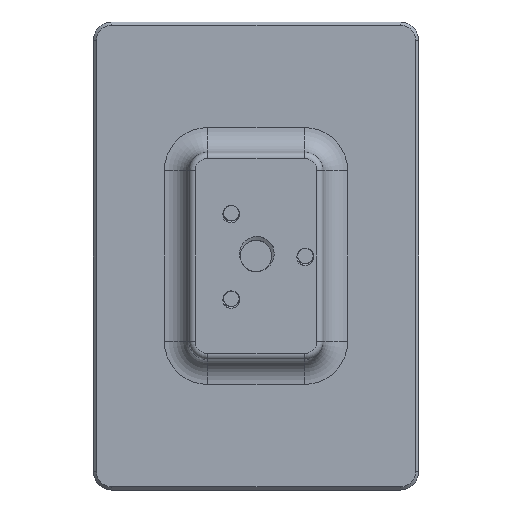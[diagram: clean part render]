
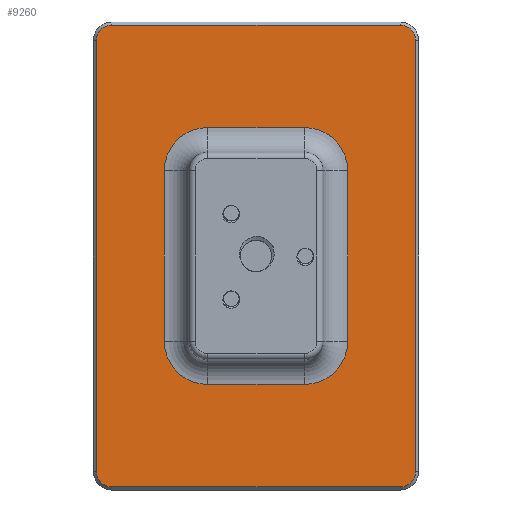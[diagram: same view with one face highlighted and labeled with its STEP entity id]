
A CAD part, front view. The second image highlights one B-rep face of the part: STEP entity #9260.
In plain terms, the highlighted planar face has unit normal (0, -1, 0).
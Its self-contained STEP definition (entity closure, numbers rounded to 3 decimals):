
#7796 = VERTEX_POINT('',#7797);
#7797 = CARTESIAN_POINT('',(31.768,-11.352,
    56.438));
#7804 = EDGE_CURVE('',#7805,#7796,#7807,.T.);
#7805 = VERTEX_POINT('',#7806);
#7806 = CARTESIAN_POINT('',(38.768,-11.352,
    49.438));
#7807 = CIRCLE('',#7808,7.);
#7808 = AXIS2_PLACEMENT_3D('',#7809,#7810,#7811);
#7809 = CARTESIAN_POINT('',(31.768,-11.352,
    49.438));
#7810 = DIRECTION('',(0.,-1.,0.));
#7811 = DIRECTION('',(0.707,0.,0.707)
  );
#7830 = VERTEX_POINT('',#7831);
#7831 = CARTESIAN_POINT('',(16.068,-11.352,
    56.438));
#7838 = EDGE_CURVE('',#7796,#7830,#7839,.T.);
#7839 = LINE('',#7840,#7841);
#7840 = CARTESIAN_POINT('',(19.993,-11.352,
    56.438));
#7841 = VECTOR('',#7842,1.);
#7842 = DIRECTION('',(-1.,0.,0.));
#7855 = VERTEX_POINT('',#7856);
#7856 = CARTESIAN_POINT('',(9.068,-11.352,
    49.438));
#7863 = EDGE_CURVE('',#7830,#7855,#7864,.T.);
#7864 = CIRCLE('',#7865,7.);
#7865 = AXIS2_PLACEMENT_3D('',#7866,#7867,#7868);
#7866 = CARTESIAN_POINT('',(16.068,-11.352,
    49.438));
#7867 = DIRECTION('',(0.,-1.,0.));
#7868 = DIRECTION('',(-0.707,0.,0.707)
  );
#7881 = VERTEX_POINT('',#7882);
#7882 = CARTESIAN_POINT('',(9.068,-11.352,
    21.838));
#7889 = EDGE_CURVE('',#7855,#7881,#7890,.T.);
#7890 = LINE('',#7891,#7892);
#7891 = CARTESIAN_POINT('',(9.068,-11.352,
    38.563));
#7892 = VECTOR('',#7893,1.);
#7893 = DIRECTION('',(0.,0.,-1.));
#7906 = VERTEX_POINT('',#7907);
#7907 = CARTESIAN_POINT('',(16.068,-11.352,
    14.838));
#7914 = EDGE_CURVE('',#7881,#7906,#7915,.T.);
#7915 = CIRCLE('',#7916,7.);
#7916 = AXIS2_PLACEMENT_3D('',#7917,#7918,#7919);
#7917 = CARTESIAN_POINT('',(16.068,-11.352,
    21.838));
#7918 = DIRECTION('',(0.,-1.,0.));
#7919 = DIRECTION('',(-0.707,0.,-0.707
    ));
#7932 = VERTEX_POINT('',#7933);
#7933 = CARTESIAN_POINT('',(31.768,-11.352,
    14.838));
#7940 = EDGE_CURVE('',#7906,#7932,#7941,.T.);
#7941 = LINE('',#7942,#7943);
#7942 = CARTESIAN_POINT('',(27.843,-11.352,
    14.838));
#7943 = VECTOR('',#7944,1.);
#7944 = DIRECTION('',(1.,0.,0.));
#7957 = VERTEX_POINT('',#7958);
#7958 = CARTESIAN_POINT('',(38.768,-11.352,
    21.838));
#7965 = EDGE_CURVE('',#7932,#7957,#7966,.T.);
#7966 = CIRCLE('',#7967,7.);
#7967 = AXIS2_PLACEMENT_3D('',#7968,#7969,#7970);
#7968 = CARTESIAN_POINT('',(31.768,-11.352,
    21.838));
#7969 = DIRECTION('',(0.,-1.,0.));
#7970 = DIRECTION('',(0.707,0.,-0.707
    ));
#7981 = EDGE_CURVE('',#7957,#7805,#7982,.T.);
#7982 = LINE('',#7983,#7984);
#7983 = CARTESIAN_POINT('',(38.768,-11.352,
    32.713));
#7984 = VECTOR('',#7985,1.);
#7985 = DIRECTION('',(0.,0.,1.));
#9260 = ADVANCED_FACE('',(#9261,#9331),#9341,.T.);
#9261 = FACE_BOUND('',#9262,.T.);
#9262 = EDGE_LOOP('',(#9263,#9273,#9282,#9290,#9299,#9307,#9316,#9324));
#9263 = ORIENTED_EDGE('',*,*,#9264,.F.);
#9264 = EDGE_CURVE('',#9265,#9267,#9269,.T.);
#9265 = VERTEX_POINT('',#9266);
#9266 = CARTESIAN_POINT('',(-1.932,-11.352,
    0.738));
#9267 = VERTEX_POINT('',#9268);
#9268 = CARTESIAN_POINT('',(-1.932,-11.352,
    70.538));
#9269 = LINE('',#9270,#9271);
#9270 = CARTESIAN_POINT('',(-1.932,-11.352,
    16.688));
#9271 = VECTOR('',#9272,1.);
#9272 = DIRECTION('',(0.,0.,1.));
#9273 = ORIENTED_EDGE('',*,*,#9274,.F.);
#9274 = EDGE_CURVE('',#9275,#9265,#9277,.T.);
#9275 = VERTEX_POINT('',#9276);
#9276 = CARTESIAN_POINT('',(0.568,-11.352,
    -1.762));
#9277 = CIRCLE('',#9278,2.5);
#9278 = AXIS2_PLACEMENT_3D('',#9279,#9280,#9281);
#9279 = CARTESIAN_POINT('',(0.568,-11.352,
    0.738));
#9280 = DIRECTION('',(0.,1.,0.));
#9281 = DIRECTION('',(-0.707,0.,-0.707
    ));
#9282 = ORIENTED_EDGE('',*,*,#9283,.F.);
#9283 = EDGE_CURVE('',#9284,#9275,#9286,.T.);
#9284 = VERTEX_POINT('',#9285);
#9285 = CARTESIAN_POINT('',(47.268,-11.352,
    -1.762));
#9286 = LINE('',#9287,#9288);
#9287 = CARTESIAN_POINT('',(37.093,-11.352,
    -1.762));
#9288 = VECTOR('',#9289,1.);
#9289 = DIRECTION('',(-1.,0.,0.));
#9290 = ORIENTED_EDGE('',*,*,#9291,.F.);
#9291 = EDGE_CURVE('',#9292,#9284,#9294,.T.);
#9292 = VERTEX_POINT('',#9293);
#9293 = CARTESIAN_POINT('',(49.768,-11.352,
    0.738));
#9294 = CIRCLE('',#9295,2.5);
#9295 = AXIS2_PLACEMENT_3D('',#9296,#9297,#9298);
#9296 = CARTESIAN_POINT('',(47.268,-11.352,
    0.738));
#9297 = DIRECTION('',(0.,1.,0.));
#9298 = DIRECTION('',(0.707,0.,-0.707
    ));
#9299 = ORIENTED_EDGE('',*,*,#9300,.F.);
#9300 = EDGE_CURVE('',#9301,#9292,#9303,.T.);
#9301 = VERTEX_POINT('',#9302);
#9302 = CARTESIAN_POINT('',(49.768,-11.352,
    70.538));
#9303 = LINE('',#9304,#9305);
#9304 = CARTESIAN_POINT('',(49.768,-11.352,
    54.588));
#9305 = VECTOR('',#9306,1.);
#9306 = DIRECTION('',(0.,0.,-1.));
#9307 = ORIENTED_EDGE('',*,*,#9308,.F.);
#9308 = EDGE_CURVE('',#9309,#9301,#9311,.T.);
#9309 = VERTEX_POINT('',#9310);
#9310 = CARTESIAN_POINT('',(47.268,-11.352,
    73.038));
#9311 = CIRCLE('',#9312,2.5);
#9312 = AXIS2_PLACEMENT_3D('',#9313,#9314,#9315);
#9313 = CARTESIAN_POINT('',(47.268,-11.352,
    70.538));
#9314 = DIRECTION('',(0.,1.,0.));
#9315 = DIRECTION('',(0.707,0.,0.707)
  );
#9316 = ORIENTED_EDGE('',*,*,#9317,.F.);
#9317 = EDGE_CURVE('',#9318,#9309,#9320,.T.);
#9318 = VERTEX_POINT('',#9319);
#9319 = CARTESIAN_POINT('',(0.568,-11.352,
    73.038));
#9320 = LINE('',#9321,#9322);
#9321 = CARTESIAN_POINT('',(10.743,-11.352,
    73.038));
#9322 = VECTOR('',#9323,1.);
#9323 = DIRECTION('',(1.,0.,0.));
#9324 = ORIENTED_EDGE('',*,*,#9325,.F.);
#9325 = EDGE_CURVE('',#9267,#9318,#9326,.T.);
#9326 = CIRCLE('',#9327,2.5);
#9327 = AXIS2_PLACEMENT_3D('',#9328,#9329,#9330);
#9328 = CARTESIAN_POINT('',(0.568,-11.352,
    70.538));
#9329 = DIRECTION('',(0.,1.,0.));
#9330 = DIRECTION('',(-0.707,0.,0.707)
  );
#9331 = FACE_BOUND('',#9332,.T.);
#9332 = EDGE_LOOP('',(#9333,#9334,#9335,#9336,#9337,#9338,#9339,#9340));
#9333 = ORIENTED_EDGE('',*,*,#7981,.F.);
#9334 = ORIENTED_EDGE('',*,*,#7965,.F.);
#9335 = ORIENTED_EDGE('',*,*,#7940,.F.);
#9336 = ORIENTED_EDGE('',*,*,#7914,.F.);
#9337 = ORIENTED_EDGE('',*,*,#7889,.F.);
#9338 = ORIENTED_EDGE('',*,*,#7863,.F.);
#9339 = ORIENTED_EDGE('',*,*,#7838,.F.);
#9340 = ORIENTED_EDGE('',*,*,#7804,.F.);
#9341 = PLANE('',#9342);
#9342 = AXIS2_PLACEMENT_3D('',#9343,#9344,#9345);
#9343 = CARTESIAN_POINT('',(23.918,-11.352,
    35.638));
#9344 = DIRECTION('',(0.,-1.,0.));
#9345 = DIRECTION('',(0.,0.,-1.));
